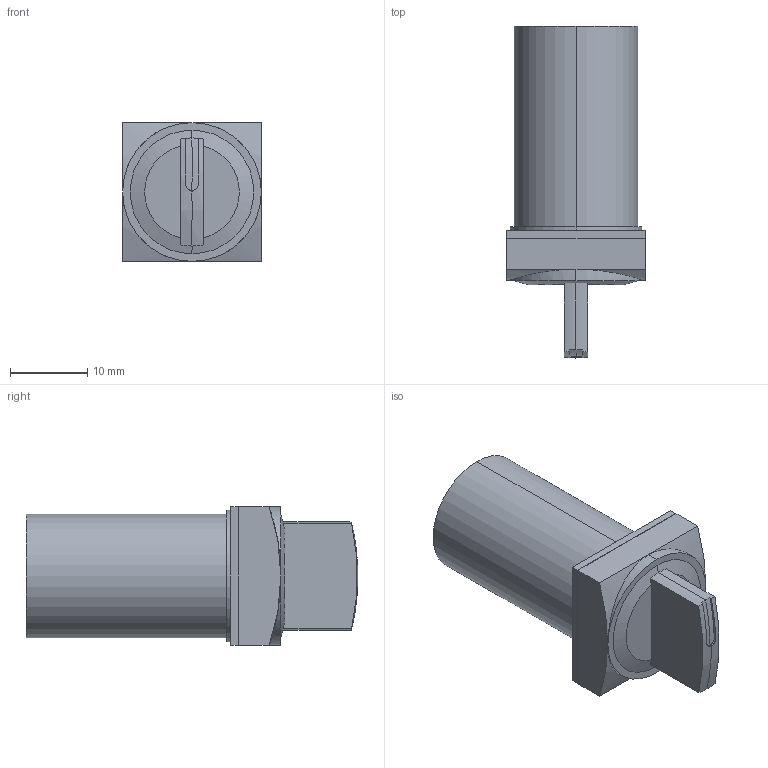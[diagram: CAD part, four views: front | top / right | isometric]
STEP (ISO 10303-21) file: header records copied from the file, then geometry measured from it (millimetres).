
FILE_DESCRIPTION(('starvars output'),'2;1');
FILE_NAME('ZB6CD22_3D.stp','08:15:41 2020/04/01',( 'Thomas Industrial Network Germany GmbH'),( 'Thomas Industrial Network Germany GmbH'),'unknown preprocess','ACIS' ,'unknown authorization');
FILE_SCHEMA(('AUTOMOTIVE_DESIGN_CC2 {UNKNOWN IMPLEMENTATION LEVEL}'));
Length unit declared in the file: millimetre
Products named in the file (1): PRODUCT_ID_361
Bounding box: 18 x 43 x 18 mm (x, y, z)
Volume: 7839.1 mm3; surface area: 2734.2 mm2
Topology: 1 solids, 1 shells, 40 faces, 96 edges, 63 vertices
Faces by surface type: plane 19, cylinder 15, sphere 4, cone 2
Entity records: 1472 total; most frequent: CARTESIAN_POINT 247, ORIENTED_EDGE 192, DIRECTION 141, EDGE_CURVE 96, VERTEX_POINT 63, AXIS2_PLACEMENT_3D 49, EDGE_LOOP 45, FACE_BOUND 45
